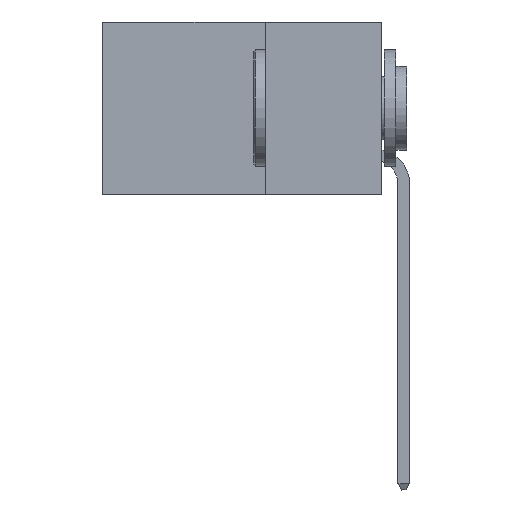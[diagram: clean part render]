
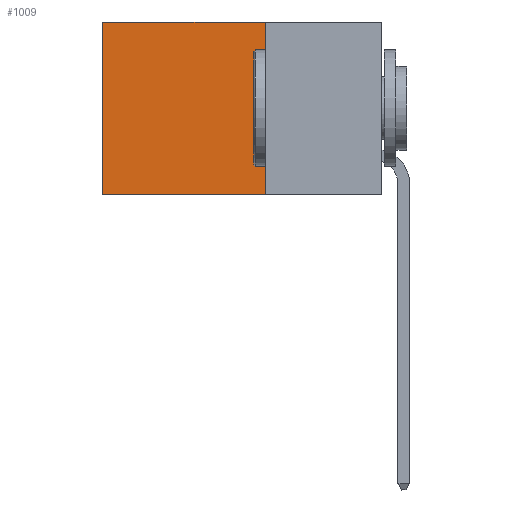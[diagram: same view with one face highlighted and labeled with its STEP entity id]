
A CAD part, left-side view. The second image highlights one B-rep face of the part: STEP entity #1009.
In plain terms, the highlighted planar face has unit normal (-1, 0, 0).
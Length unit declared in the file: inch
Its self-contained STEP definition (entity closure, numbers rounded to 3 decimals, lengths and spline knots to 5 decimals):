
#252 = CARTESIAN_POINT ( 'NONE',  ( 0.2875, 0.6, 0. ) ) ;
#497 = LINE ( 'NONE', #27847, #18464 ) ;
#1009 = ADVANCED_FACE ( 'NONE', ( #32671 ), #4733, .F. ) ;
#3065 = ORIENTED_EDGE ( 'NONE', *, *, #25052, .T. ) ;
#3367 = CARTESIAN_POINT ( 'NONE',  ( 0.2875, 0.25, 0. ) ) ;
#3702 = VECTOR ( 'NONE', #13335, 39.37008 ) ;
#4169 = CARTESIAN_POINT ( 'NONE',  ( 0.2875, 0.25, 0. ) ) ;
#4733 = PLANE ( 'NONE',  #23497 ) ;
#5214 = VERTEX_POINT ( 'NONE', #15703 ) ;
#6212 = LINE ( 'NONE', #3367, #34906 ) ;
#7660 = CARTESIAN_POINT ( 'NONE',  ( 0.2875, 0.25, -0.37 ) ) ;
#9792 = DIRECTION ( 'NONE',  ( 0., 1., 0. ) ) ;
#13335 = DIRECTION ( 'NONE',  ( 0., 0., -1. ) ) ;
#13416 = ORIENTED_EDGE ( 'NONE', *, *, #22916, .F. ) ;
#13682 = EDGE_CURVE ( 'NONE', #14875, #22607, #497, .T. ) ;
#13873 = ORIENTED_EDGE ( 'NONE', *, *, #18646, .T. ) ;
#14875 = VERTEX_POINT ( 'NONE', #4169 ) ;
#15703 = CARTESIAN_POINT ( 'NONE',  ( 0.2875, 0.6, -0.37 ) ) ;
#15924 = CARTESIAN_POINT ( 'NONE',  ( 0.2875, 0.6, 0. ) ) ;
#17786 = VECTOR ( 'NONE', #35246, 39.37008 ) ;
#18464 = VECTOR ( 'NONE', #25666, 39.37008 ) ;
#18646 = EDGE_CURVE ( 'NONE', #19456, #5214, #24212, .T. ) ;
#19456 = VERTEX_POINT ( 'NONE', #252 ) ;
#19966 = EDGE_LOOP ( 'NONE', ( #13873, #13416, #23443, #3065 ) ) ;
#21552 = CARTESIAN_POINT ( 'NONE',  ( 0.2875, 0.25, 0. ) ) ;
#22607 = VERTEX_POINT ( 'NONE', #7660 ) ;
#22857 = CARTESIAN_POINT ( 'NONE',  ( 0.2875, 0.25, -0.37 ) ) ;
#22916 = EDGE_CURVE ( 'NONE', #22607, #5214, #34173, .T. ) ;
#23443 = ORIENTED_EDGE ( 'NONE', *, *, #13682, .F. ) ;
#23497 = AXIS2_PLACEMENT_3D ( 'NONE', #21552, #23803, #29310 ) ;
#23803 = DIRECTION ( 'NONE',  ( 1., 0., 0. ) ) ;
#24212 = LINE ( 'NONE', #15924, #3702 ) ;
#25052 = EDGE_CURVE ( 'NONE', #14875, #19456, #6212, .T. ) ;
#25666 = DIRECTION ( 'NONE',  ( 0., 0., -1. ) ) ;
#27847 = CARTESIAN_POINT ( 'NONE',  ( 0.2875, 0.25, 0. ) ) ;
#29310 = DIRECTION ( 'NONE',  ( 0., 0., -1. ) ) ;
#32671 = FACE_OUTER_BOUND ( 'NONE', #19966, .T. ) ;
#34173 = LINE ( 'NONE', #22857, #17786 ) ;
#34906 = VECTOR ( 'NONE', #9792, 39.37008 ) ;
#35246 = DIRECTION ( 'NONE',  ( 0., 1., 0. ) ) ;
